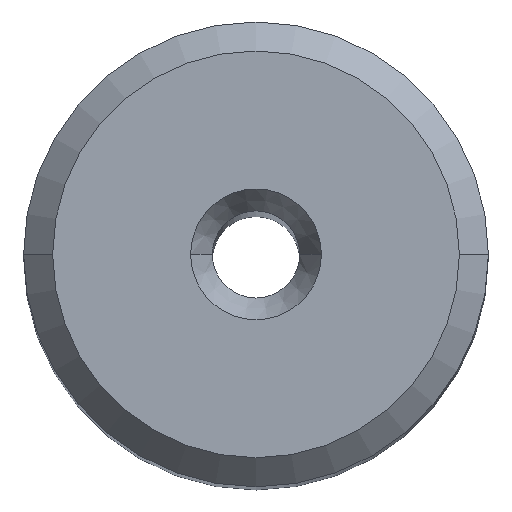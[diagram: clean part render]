
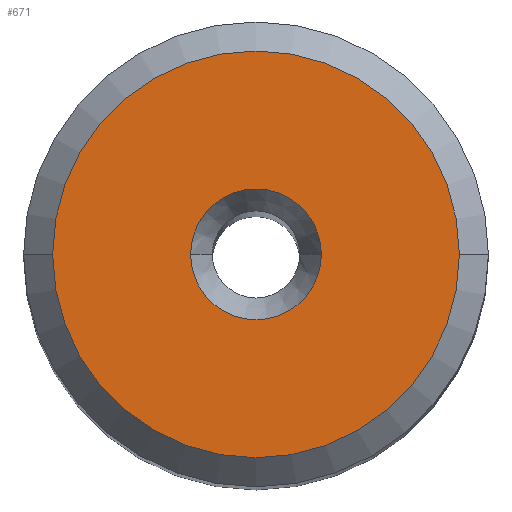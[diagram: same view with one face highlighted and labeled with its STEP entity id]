
A CAD part, top view. The second image highlights one B-rep face of the part: STEP entity #671.
In plain terms, the highlighted planar face has unit normal (0, 0, 1).
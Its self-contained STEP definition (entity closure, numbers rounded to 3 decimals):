
#116=CARTESIAN_POINT('',(0.,0.,0.));
#117=DIRECTION('',(0.,0.,-1.));
#118=DIRECTION('',(1.,0.,0.));
#119=AXIS2_PLACEMENT_3D('',#116,#117,#118);
#124=CARTESIAN_POINT('',(0.,0.,0.));
#125=DIRECTION('',(0.,0.,-1.));
#126=DIRECTION('',(0.,-1.,0.));
#127=AXIS2_PLACEMENT_3D('',#124,#125,#126);
#132=CARTESIAN_POINT('',(0.,0.,0.));
#133=DIRECTION('',(0.,0.,-1.));
#134=DIRECTION('',(-1.,0.,0.));
#135=AXIS2_PLACEMENT_3D('',#132,#133,#134);
#140=CARTESIAN_POINT('',(0.,0.,0.));
#141=DIRECTION('',(0.,0.,-1.));
#142=DIRECTION('',(0.,1.,0.));
#143=AXIS2_PLACEMENT_3D('',#140,#141,#142);
#148=CARTESIAN_POINT('',(0.,0.,0.));
#149=DIRECTION('',(0.,0.,1.));
#150=DIRECTION('',(-1.,0.,0.));
#151=AXIS2_PLACEMENT_3D('',#148,#149,#150);
#156=CARTESIAN_POINT('',(0.,0.,0.));
#157=DIRECTION('',(0.,0.,1.));
#158=DIRECTION('',(1.,0.,0.));
#159=AXIS2_PLACEMENT_3D('',#156,#157,#158);
#492=CARTESIAN_POINT('',(7.,0.,0.));
#493=VERTEX_POINT('',#492);
#494=CARTESIAN_POINT('',(-7.,0.,0.));
#495=CARTESIAN_POINT('',(0.,7.,0.));
#496=VERTEX_POINT('',#494);
#497=VERTEX_POINT('',#495);
#500=CARTESIAN_POINT('',(0.,-7.,0.));
#501=VERTEX_POINT('',#500);
#502=CARTESIAN_POINT('',(-2.25,0.,0.));
#503=CARTESIAN_POINT('',(2.25,0.,0.));
#504=VERTEX_POINT('',#502);
#505=VERTEX_POINT('',#503);
#654=CARTESIAN_POINT('',(0.,0.,0.));
#655=DIRECTION('',(0.,0.,-1.));
#656=DIRECTION('',(1.,0.,0.));
#657=AXIS2_PLACEMENT_3D('',#654,#655,#656);
#658=PLANE('',#657);
#659=ORIENTED_EDGE('',*,*,#635,.T.);
#660=ORIENTED_EDGE('',*,*,#633,.T.);
#661=ORIENTED_EDGE('',*,*,#616,.T.);
#662=ORIENTED_EDGE('',*,*,#614,.T.);
#663=EDGE_LOOP('',(#659,#660,#661,#662));
#664=FACE_OUTER_BOUND('',#663,.F.);
#666=ORIENTED_EDGE('',*,*,#665,.T.);
#668=ORIENTED_EDGE('',*,*,#667,.T.);
#669=EDGE_LOOP('',(#666,#668));
#670=FACE_BOUND('',#669,.F.);
#120=CIRCLE('',#119,7.);
#128=CIRCLE('',#127,7.);
#136=CIRCLE('',#135,7.);
#144=CIRCLE('',#143,7.);
#152=CIRCLE('',#151,2.25);
#160=CIRCLE('',#159,2.25);
#614=EDGE_CURVE('',#497,#493,#144,.T.);
#616=EDGE_CURVE('',#496,#497,#136,.T.);
#633=EDGE_CURVE('',#501,#496,#128,.T.);
#635=EDGE_CURVE('',#493,#501,#120,.T.);
#665=EDGE_CURVE('',#504,#505,#152,.T.);
#667=EDGE_CURVE('',#505,#504,#160,.T.);
#671=ADVANCED_FACE('',(#664,#670),#658,.F.);
